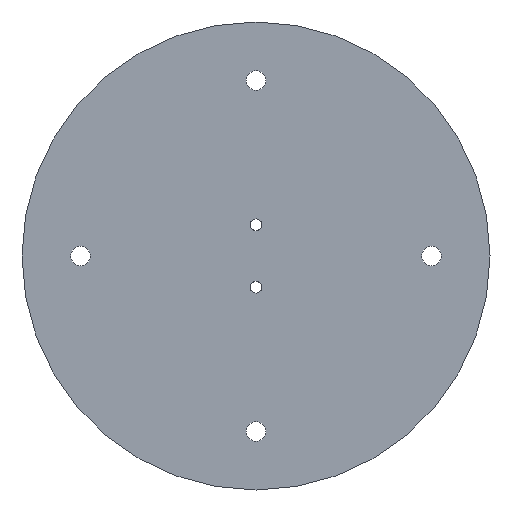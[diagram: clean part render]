
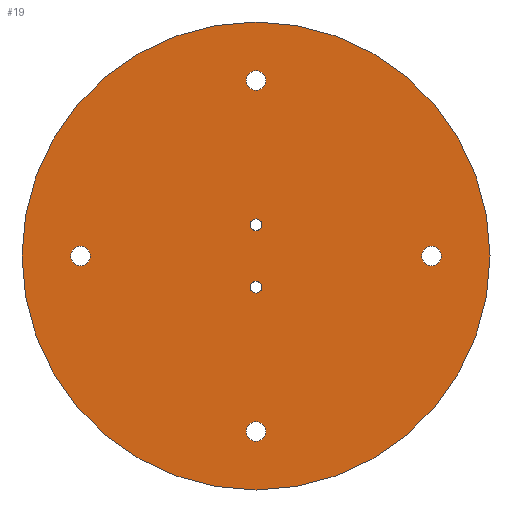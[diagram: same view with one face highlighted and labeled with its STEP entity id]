
A CAD part, front view. The second image highlights one B-rep face of the part: STEP entity #19.
In plain terms, the highlighted planar face has unit normal (0, -1, 0).
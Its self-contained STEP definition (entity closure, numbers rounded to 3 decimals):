
#3 = VERTEX_POINT ( 'NONE', #149 ) ;
#9 = CARTESIAN_POINT ( 'NONE',  ( 45., 0., 2.5 ) ) ;
#13 = CIRCLE ( 'NONE', #354, 2.5 ) ;
#19 = ADVANCED_FACE ( 'NONE', ( #100, #197, #599, #162, #166, #498, #357 ), #606, .F. ) ;
#20 = VERTEX_POINT ( 'NONE', #171 ) ;
#25 = DIRECTION ( 'NONE',  ( 0., -1., 0. ) ) ;
#37 = CARTESIAN_POINT ( 'NONE',  ( 0., 0., 0. ) ) ;
#45 = ORIENTED_EDGE ( 'NONE', *, *, #300, .T. ) ;
#51 = AXIS2_PLACEMENT_3D ( 'NONE', #73, #109, #309 ) ;
#57 = DIRECTION ( 'NONE',  ( 0., -1., 0. ) ) ;
#58 = VERTEX_POINT ( 'NONE', #576 ) ;
#66 = CIRCLE ( 'NONE', #416, 2.5 ) ;
#73 = CARTESIAN_POINT ( 'NONE',  ( -45., 0., 0. ) ) ;
#78 = DIRECTION ( 'NONE',  ( 0., 1., 0. ) ) ;
#81 = CIRCLE ( 'NONE', #435, 60. ) ;
#84 = VERTEX_POINT ( 'NONE', #324 ) ;
#85 = DIRECTION ( 'NONE',  ( 0., 1., 0. ) ) ;
#94 = EDGE_LOOP ( 'NONE', ( #146, #297 ) ) ;
#96 = EDGE_CURVE ( 'NONE', #148, #20, #152, .T. ) ;
#97 = VERTEX_POINT ( 'NONE', #227 ) ;
#98 = CARTESIAN_POINT ( 'NONE',  ( 45., 0., 0. ) ) ;
#99 = CIRCLE ( 'NONE', #492, 1.5 ) ;
#100 = FACE_BOUND ( 'NONE', #428, .T. ) ;
#105 = EDGE_CURVE ( 'NONE', #135, #570, #13, .T. ) ;
#109 = DIRECTION ( 'NONE',  ( 0., 1., 0. ) ) ;
#113 = EDGE_LOOP ( 'NONE', ( #575, #536 ) ) ;
#114 = CARTESIAN_POINT ( 'NONE',  ( 0., 0., 45. ) ) ;
#119 = EDGE_CURVE ( 'NONE', #58, #353, #81, .T. ) ;
#120 = AXIS2_PLACEMENT_3D ( 'NONE', #193, #140, #386 ) ;
#122 = DIRECTION ( 'NONE',  ( 0., 0., 1. ) ) ;
#123 = CARTESIAN_POINT ( 'NONE',  ( -45., 0., 2.5 ) ) ;
#130 = DIRECTION ( 'NONE',  ( 0., 0., 1. ) ) ;
#135 = VERTEX_POINT ( 'NONE', #185 ) ;
#140 = DIRECTION ( 'NONE',  ( 0., 1., 0. ) ) ;
#146 = ORIENTED_EDGE ( 'NONE', *, *, #119, .F. ) ;
#147 = DIRECTION ( 'NONE',  ( 0., 0., 1. ) ) ;
#148 = VERTEX_POINT ( 'NONE', #123 ) ;
#149 = CARTESIAN_POINT ( 'NONE',  ( 0., 0., -6.5 ) ) ;
#152 = CIRCLE ( 'NONE', #523, 2.5 ) ;
#156 = EDGE_LOOP ( 'NONE', ( #577, #230 ) ) ;
#157 = CARTESIAN_POINT ( 'NONE',  ( 0., 0., -8. ) ) ;
#161 = DIRECTION ( 'NONE',  ( 0., 1., 0. ) ) ;
#162 = FACE_BOUND ( 'NONE', #496, .T. ) ;
#165 = AXIS2_PLACEMENT_3D ( 'NONE', #181, #559, #122 ) ;
#166 = FACE_BOUND ( 'NONE', #156, .T. ) ;
#171 = CARTESIAN_POINT ( 'NONE',  ( -45., 0., -2.5 ) ) ;
#180 = DIRECTION ( 'NONE',  ( 0., 0., 1. ) ) ;
#181 = CARTESIAN_POINT ( 'NONE',  ( 0., 0., 0. ) ) ;
#185 = CARTESIAN_POINT ( 'NONE',  ( 0., 0., -42.5 ) ) ;
#191 = ORIENTED_EDGE ( 'NONE', *, *, #581, .F. ) ;
#193 = CARTESIAN_POINT ( 'NONE',  ( 0., 0., 45. ) ) ;
#194 = EDGE_CURVE ( 'NONE', #97, #522, #483, .T. ) ;
#195 = CIRCLE ( 'NONE', #534, 2.5 ) ;
#197 = FACE_BOUND ( 'NONE', #113, .T. ) ;
#204 = AXIS2_PLACEMENT_3D ( 'NONE', #98, #285, #525 ) ;
#205 = DIRECTION ( 'NONE',  ( 0., 0., 1. ) ) ;
#215 = CARTESIAN_POINT ( 'NONE',  ( 0., 0., -8. ) ) ;
#217 = DIRECTION ( 'NONE',  ( 0., 0., 1. ) ) ;
#218 = EDGE_CURVE ( 'NONE', #404, #595, #296, .T. ) ;
#227 = CARTESIAN_POINT ( 'NONE',  ( 0., 0., 47.5 ) ) ;
#228 = CARTESIAN_POINT ( 'NONE',  ( 0., 0., 8. ) ) ;
#230 = ORIENTED_EDGE ( 'NONE', *, *, #361, .T. ) ;
#237 = DIRECTION ( 'NONE',  ( 0., 0., 1. ) ) ;
#240 = CIRCLE ( 'NONE', #51, 2.5 ) ;
#243 = EDGE_CURVE ( 'NONE', #570, #135, #66, .T. ) ;
#261 = CIRCLE ( 'NONE', #204, 2.5 ) ;
#262 = CARTESIAN_POINT ( 'NONE',  ( 0., 0., -9.5 ) ) ;
#263 = EDGE_CURVE ( 'NONE', #437, #3, #99, .T. ) ;
#272 = CARTESIAN_POINT ( 'NONE',  ( -45., 0., 0. ) ) ;
#275 = CARTESIAN_POINT ( 'NONE',  ( 0., 0., 0. ) ) ;
#276 = AXIS2_PLACEMENT_3D ( 'NONE', #403, #161, #205 ) ;
#285 = DIRECTION ( 'NONE',  ( 0., 1., 0. ) ) ;
#290 = CARTESIAN_POINT ( 'NONE',  ( 0., 0., 42.5 ) ) ;
#296 = CIRCLE ( 'NONE', #584, 1.5 ) ;
#297 = ORIENTED_EDGE ( 'NONE', *, *, #592, .F. ) ;
#299 = DIRECTION ( 'NONE',  ( 0., 0., 1. ) ) ;
#300 = EDGE_CURVE ( 'NONE', #490, #84, #375, .T. ) ;
#302 = CARTESIAN_POINT ( 'NONE',  ( 0., 0., 60. ) ) ;
#307 = EDGE_CURVE ( 'NONE', #522, #97, #195, .T. ) ;
#309 = DIRECTION ( 'NONE',  ( 0., 0., 1. ) ) ;
#312 = CIRCLE ( 'NONE', #165, 60. ) ;
#316 = DIRECTION ( 'NONE',  ( 0., -1., 0. ) ) ;
#320 = AXIS2_PLACEMENT_3D ( 'NONE', #37, #507, #217 ) ;
#322 = CARTESIAN_POINT ( 'NONE',  ( 0., 0., 6.5 ) ) ;
#324 = CARTESIAN_POINT ( 'NONE',  ( 45., 0., -2.5 ) ) ;
#328 = EDGE_CURVE ( 'NONE', #3, #437, #603, .T. ) ;
#330 = EDGE_LOOP ( 'NONE', ( #45, #564 ) ) ;
#347 = CARTESIAN_POINT ( 'NONE',  ( 0., 0., -47.5 ) ) ;
#353 = VERTEX_POINT ( 'NONE', #302 ) ;
#354 = AXIS2_PLACEMENT_3D ( 'NONE', #365, #518, #376 ) ;
#357 = FACE_OUTER_BOUND ( 'NONE', #94, .T. ) ;
#361 = EDGE_CURVE ( 'NONE', #20, #148, #240, .T. ) ;
#365 = CARTESIAN_POINT ( 'NONE',  ( 0., 0., -45. ) ) ;
#371 = ORIENTED_EDGE ( 'NONE', *, *, #218, .F. ) ;
#374 = ORIENTED_EDGE ( 'NONE', *, *, #194, .T. ) ;
#375 = CIRCLE ( 'NONE', #276, 2.5 ) ;
#376 = DIRECTION ( 'NONE',  ( 0., 0., 1. ) ) ;
#386 = DIRECTION ( 'NONE',  ( 0., 0., 1. ) ) ;
#390 = CARTESIAN_POINT ( 'NONE',  ( 0., 0., 8. ) ) ;
#392 = EDGE_LOOP ( 'NONE', ( #470, #430 ) ) ;
#403 = CARTESIAN_POINT ( 'NONE',  ( 45., 0., 0. ) ) ;
#404 = VERTEX_POINT ( 'NONE', #519 ) ;
#416 = AXIS2_PLACEMENT_3D ( 'NONE', #431, #579, #147 ) ;
#417 = AXIS2_PLACEMENT_3D ( 'NONE', #215, #25, #541 ) ;
#428 = EDGE_LOOP ( 'NONE', ( #371, #191 ) ) ;
#430 = ORIENTED_EDGE ( 'NONE', *, *, #243, .T. ) ;
#431 = CARTESIAN_POINT ( 'NONE',  ( 0., 0., -45. ) ) ;
#435 = AXIS2_PLACEMENT_3D ( 'NONE', #275, #85, #180 ) ;
#437 = VERTEX_POINT ( 'NONE', #262 ) ;
#470 = ORIENTED_EDGE ( 'NONE', *, *, #105, .T. ) ;
#483 = CIRCLE ( 'NONE', #120, 2.5 ) ;
#490 = VERTEX_POINT ( 'NONE', #9 ) ;
#492 = AXIS2_PLACEMENT_3D ( 'NONE', #157, #548, #299 ) ;
#496 = EDGE_LOOP ( 'NONE', ( #374, #618 ) ) ;
#498 = FACE_BOUND ( 'NONE', #392, .T. ) ;
#507 = DIRECTION ( 'NONE',  ( 0., 1., 0. ) ) ;
#510 = EDGE_CURVE ( 'NONE', #84, #490, #261, .T. ) ;
#512 = DIRECTION ( 'NONE',  ( 0., 0., 1. ) ) ;
#518 = DIRECTION ( 'NONE',  ( 0., 1., 0. ) ) ;
#519 = CARTESIAN_POINT ( 'NONE',  ( 0., 0., 9.5 ) ) ;
#522 = VERTEX_POINT ( 'NONE', #290 ) ;
#523 = AXIS2_PLACEMENT_3D ( 'NONE', #272, #78, #512 ) ;
#525 = DIRECTION ( 'NONE',  ( 0., 0., 1. ) ) ;
#534 = AXIS2_PLACEMENT_3D ( 'NONE', #114, #600, #596 ) ;
#536 = ORIENTED_EDGE ( 'NONE', *, *, #263, .F. ) ;
#541 = DIRECTION ( 'NONE',  ( 0., 0., 1. ) ) ;
#548 = DIRECTION ( 'NONE',  ( 0., -1., 0. ) ) ;
#559 = DIRECTION ( 'NONE',  ( 0., 1., 0. ) ) ;
#564 = ORIENTED_EDGE ( 'NONE', *, *, #510, .T. ) ;
#569 = CIRCLE ( 'NONE', #612, 1.5 ) ;
#570 = VERTEX_POINT ( 'NONE', #347 ) ;
#575 = ORIENTED_EDGE ( 'NONE', *, *, #328, .F. ) ;
#576 = CARTESIAN_POINT ( 'NONE',  ( 0., 0., -60. ) ) ;
#577 = ORIENTED_EDGE ( 'NONE', *, *, #96, .T. ) ;
#579 = DIRECTION ( 'NONE',  ( 0., 1., 0. ) ) ;
#581 = EDGE_CURVE ( 'NONE', #595, #404, #569, .T. ) ;
#584 = AXIS2_PLACEMENT_3D ( 'NONE', #390, #57, #237 ) ;
#592 = EDGE_CURVE ( 'NONE', #353, #58, #312, .T. ) ;
#595 = VERTEX_POINT ( 'NONE', #322 ) ;
#596 = DIRECTION ( 'NONE',  ( 0., 0., 1. ) ) ;
#599 = FACE_BOUND ( 'NONE', #330, .T. ) ;
#600 = DIRECTION ( 'NONE',  ( 0., 1., 0. ) ) ;
#603 = CIRCLE ( 'NONE', #417, 1.5 ) ;
#606 = PLANE ( 'NONE',  #320 ) ;
#612 = AXIS2_PLACEMENT_3D ( 'NONE', #228, #316, #130 ) ;
#618 = ORIENTED_EDGE ( 'NONE', *, *, #307, .T. ) ;
